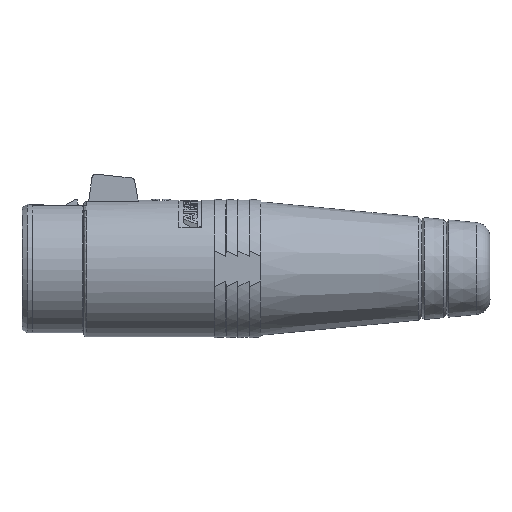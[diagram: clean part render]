
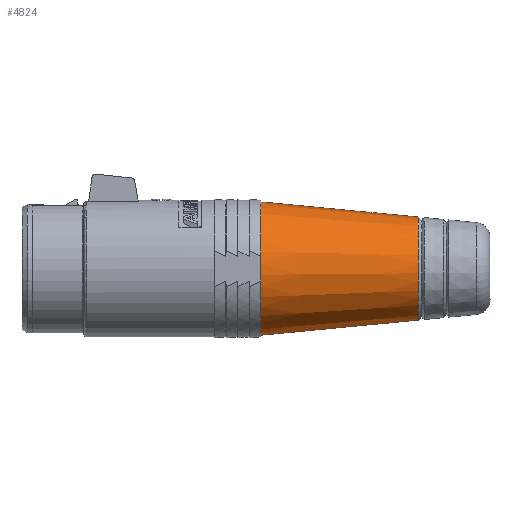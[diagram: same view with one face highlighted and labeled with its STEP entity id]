
A CAD part, front view. The second image highlights one B-rep face of the part: STEP entity #4824.
In plain terms, the highlighted conical face has half-angle 5.5 degrees and reference radius 25.4 mm.
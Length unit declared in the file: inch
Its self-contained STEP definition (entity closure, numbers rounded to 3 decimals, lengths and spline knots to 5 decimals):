
#1128=CONICAL_SURFACE('',#5178,1.,5.5);
#1192=FACE_BOUND('',#1507,.T.);
#1307=FACE_OUTER_BOUND('',#1506,.T.);
#1506=EDGE_LOOP('',(#4147));
#1507=EDGE_LOOP('',(#4148));
#1731=CIRCLE('',#5177,0.40074);
#1732=CIRCLE('',#5179,0.51821);
#2361=VERTEX_POINT('',#8218);
#2362=VERTEX_POINT('',#8221);
#3168=EDGE_CURVE('',#2361,#2361,#1731,.T.);
#3169=EDGE_CURVE('',#2362,#2362,#1732,.T.);
#4147=ORIENTED_EDGE('',*,*,#3168,.F.);
#4148=ORIENTED_EDGE('',*,*,#3169,.T.);
#4824=ADVANCED_FACE('',(#1307,#1192),#1128,.T.);
#5177=AXIS2_PLACEMENT_3D('',#8219,#6174,#6175);
#5178=AXIS2_PLACEMENT_3D('',#8220,#6176,#6177);
#5179=AXIS2_PLACEMENT_3D('',#8222,#6178,#6179);
#6174=DIRECTION('center_axis',(1.,0.,0.));
#6175=DIRECTION('ref_axis',(0.,-0.577,0.816));
#6176=DIRECTION('center_axis',(-1.,0.,
0.));
#6177=DIRECTION('ref_axis',(0.,-0.577,0.816));
#6178=DIRECTION('center_axis',(1.,0.,0.));
#6179=DIRECTION('ref_axis',(0.,-0.577,0.816));
#8218=CARTESIAN_POINT('',(8.71,1.38281,-0.32662));
#8219=CARTESIAN_POINT('Origin',(8.71,1.15144,0.00058));
#8220=CARTESIAN_POINT('Origin',(2.48644,1.15144,0.00058));
#8221=CARTESIAN_POINT('',(7.49,1.45063,-0.42254));
#8222=CARTESIAN_POINT('Origin',(7.49,1.15144,0.00058));
